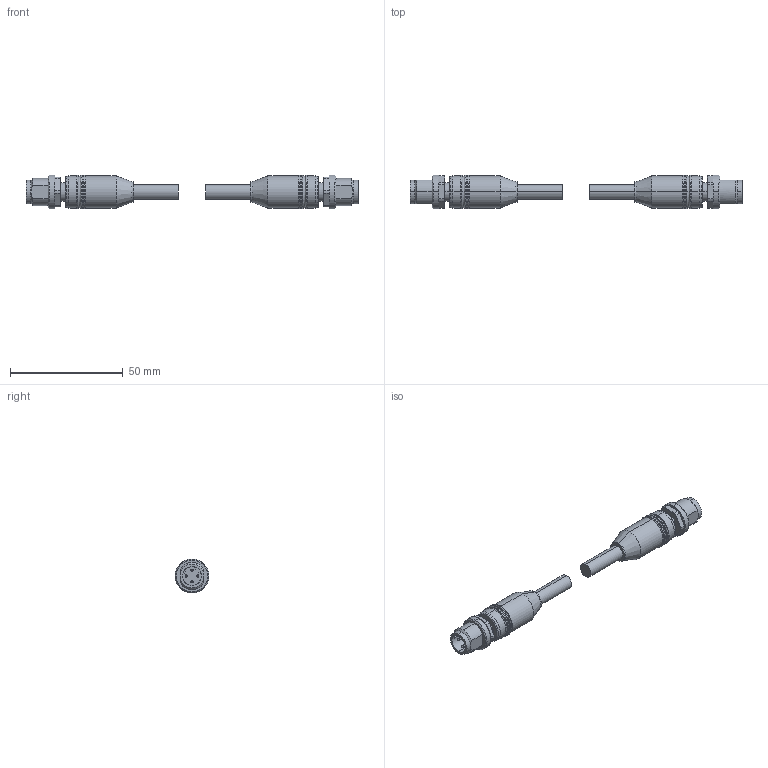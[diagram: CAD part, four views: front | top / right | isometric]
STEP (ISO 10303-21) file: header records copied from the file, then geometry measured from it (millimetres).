
FILE_DESCRIPTION (( 'STEP AP214' ), '1' );
FILE_NAME ('7700-44511-S4U0300.step', '2017-05-04T11:22:09', ( '' ), ( '' ), 'SwSTEP 2.0', 'SolidWorks 2017', '' );
FILE_SCHEMA (( 'AUTOMOTIVE_DESIGN' ));
Length unit declared in the file: inch
Products named in the file (2): 7700-44511-S4U0300_MALE; 7700-44511-S4U0300
Assembly tree (2 placements, depth 2):
  7700-44511-S4U0300
    7700-44511-S4U0300_MALE  x2
Bounding box: 147 x 15 x 15 mm (x, y, z)
Volume: 13178.6 mm3; surface area: 6352.3 mm2
Topology: 2 solids, 2 shells, 226 faces, 500 edges, 298 vertices
Faces by surface type: cylinder 74, plane 72, bspline 32, cone 32, torus 16
Entity records: 3403 total; most frequent: CARTESIAN_POINT 833, DIRECTION 567, ORIENTED_EDGE 500, EDGE_CURVE 250, AXIS2_PLACEMENT_3D 235, VERTEX_POINT 149, CIRCLE 133, EDGE_LOOP 123
